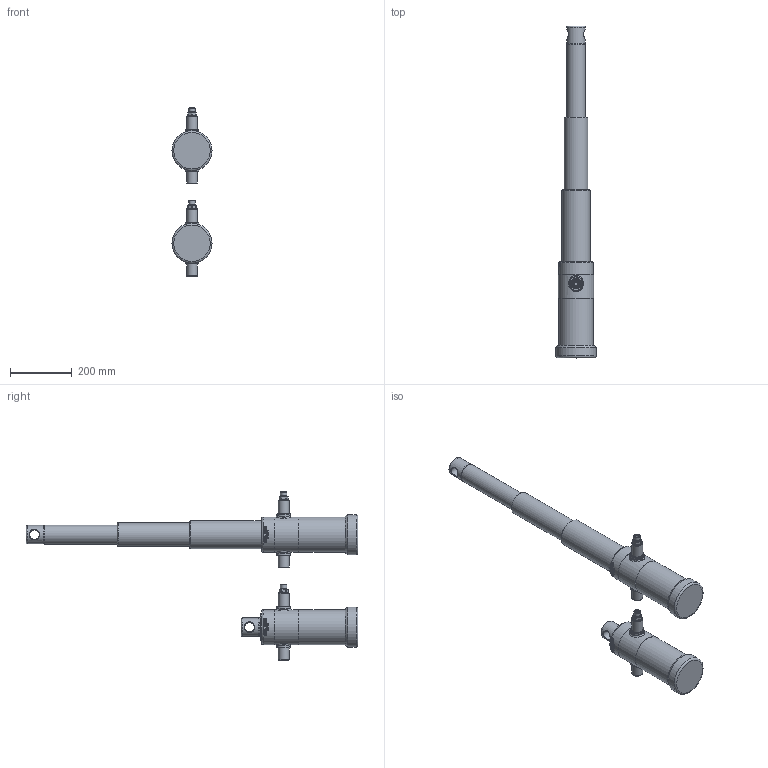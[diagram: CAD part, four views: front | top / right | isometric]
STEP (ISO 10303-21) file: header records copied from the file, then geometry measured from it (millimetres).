
FILE_DESCRIPTION(/* description */ ('Unknown'),/* implementation_level */ '2;1');
FILE_NAME(/* name */ '100-070-30-50_STP',/* time_stamp */ '2020-07-14T09:08:51+02:00',/* author */ ('Unknown'),/* organization */ ('Unknown'),/* preprocessor_version */ 'ST-DEVELOPER v16.7',/* originating_system */ 'DEX',/* authorisation */ $);
FILE_SCHEMA (('AUTOMOTIVE_DESIGN {1 0 10303 214 3 1 1}'));
Length unit declared in the file: millimetre
Products named in the file (10): 100-070-30-50_STP; R0114-30_oa_0; R0076-0000000_oa_1; R0061-000OC31_oa_2; R0061-000OC31_oa_3; R0076-0000000_oa_4; R0091-1000000_oa_5; R0114-30_oa_6; R0091-1000000_oa_7; 1000703050
Assembly tree (10 placements, depth 2):
  100-070-30-50_STP
    R0114-30_oa_0
    R0076-0000000_oa_1
    R0061-000OC31_oa_2
    R0061-000OC31_oa_3
    R0076-0000000_oa_4
    R0091-1000000_oa_5
    R0114-30_oa_6
    R0091-1000000_oa_7
    1000703050  x2
Bounding box: 130 x 1075.5 x 546.01 mm (x, y, z)
Volume: 6161320.4 mm3; surface area: 1279930.6 mm2
Topology: 10 solids, 12 shells, 818 faces, 2014 edges, 1336 vertices
Faces by surface type: plane 354, bspline 214, cylinder 170, torus 48, cone 32
Full cylindrical faces by diameter (mm): 3.2 x2, 11 x2, 12 x2, 18 x2, 18.45 x4, 19 x4, 20.955 x4, 22.75 x6, 23 x2, 31 x2, 35 x4, 44.3 x4, 44.5 x4, 60 x2, 61 x4, 61.5 x2, 65.5 x6, 76 x4, 76.5 x2, 81 x2, 81.5 x4, 91 x2, 91.5 x2, 95 x2, 95.5 x2, 113 x4, 114 x2, 130 x2
Entity records: 40264 total; most frequent: CARTESIAN_POINT 23906, ORIENTED_EDGE 3202, DIRECTION 2840, EDGE_CURVE 1601, VERTEX_POINT 1158, AXIS2_PLACEMENT_3D 1132, FACE_BOUND 1065, EDGE_LOOP 1063
